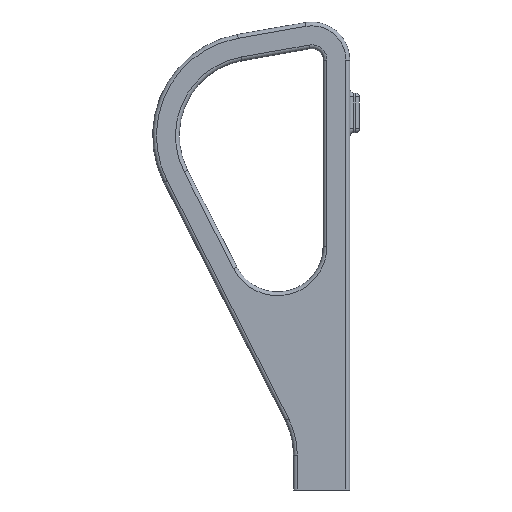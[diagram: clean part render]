
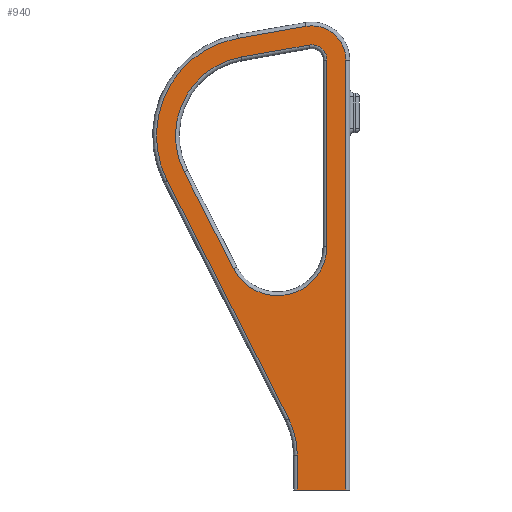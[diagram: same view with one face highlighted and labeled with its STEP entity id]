
A CAD part, front view. The second image highlights one B-rep face of the part: STEP entity #940.
In plain terms, the highlighted planar face has unit normal (0, -1, 0).
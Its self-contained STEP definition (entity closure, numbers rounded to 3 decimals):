
#24=FACE_BOUND($,#252,.T.);
#104=CIRCLE($,#1006,10.5);
#108=CIRCLE($,#1012,13.);
#112=CIRCLE($,#1018,4.5);
#118=CIRCLE($,#1035,2.);
#122=CIRCLE($,#1041,10.5);
#125=CIRCLE($,#1046,6.5);
#197=FACE_OUTER_BOUND($,#251,.T.);
#251=EDGE_LOOP($,(#845,#846,#847,#848,#849,#850,#851,#852));
#252=EDGE_LOOP($,(#853,#854,#855,#856,#857,#858));
#303=LINE($,#1502,#378);
#306=LINE($,#1517,#381);
#308=LINE($,#1529,#383);
#310=LINE($,#1540,#385);
#317=LINE($,#1554,#392);
#319=LINE($,#1562,#394);
#322=LINE($,#1577,#397);
#324=LINE($,#1589,#399);
#378=VECTOR($,#1213,4.599);
#381=VECTOR($,#1230,35.165);
#383=VECTOR($,#1244,9.039);
#385=VECTOR($,#1258,56.541);
#392=VECTOR($,#1279,6.4);
#394=VECTOR($,#1287,24.494);
#397=VECTOR($,#1304,9.039);
#399=VECTOR($,#1318,14.296);
#457=VERTEX_POINT($,#1498);
#459=VERTEX_POINT($,#1501);
#462=VERTEX_POINT($,#1508);
#464=VERTEX_POINT($,#1514);
#466=VERTEX_POINT($,#1520);
#468=VERTEX_POINT($,#1526);
#469=VERTEX_POINT($,#1531);
#471=VERTEX_POINT($,#1537);
#472=VERTEX_POINT($,#1558);
#474=VERTEX_POINT($,#1561);
#477=VERTEX_POINT($,#1568);
#479=VERTEX_POINT($,#1574);
#481=VERTEX_POINT($,#1580);
#483=VERTEX_POINT($,#1586);
#560=EDGE_CURVE($,#459,#457,#303,.T.);
#565=EDGE_CURVE($,#462,#459,#104,.T.);
#568=EDGE_CURVE($,#464,#462,#306,.T.);
#571=EDGE_CURVE($,#466,#464,#108,.T.);
#574=EDGE_CURVE($,#468,#466,#308,.T.);
#577=EDGE_CURVE($,#469,#468,#112,.T.);
#580=EDGE_CURVE($,#471,#469,#310,.T.);
#587=EDGE_CURVE($,#471,#457,#317,.T.);
#590=EDGE_CURVE($,#474,#472,#319,.T.);
#595=EDGE_CURVE($,#477,#474,#118,.T.);
#598=EDGE_CURVE($,#479,#477,#322,.T.);
#601=EDGE_CURVE($,#481,#479,#122,.T.);
#604=EDGE_CURVE($,#483,#481,#324,.T.);
#606=EDGE_CURVE($,#472,#483,#125,.T.);
#845=ORIENTED_EDGE($,*,*,#580,.T.);
#846=ORIENTED_EDGE($,*,*,#577,.T.);
#847=ORIENTED_EDGE($,*,*,#574,.T.);
#848=ORIENTED_EDGE($,*,*,#571,.T.);
#849=ORIENTED_EDGE($,*,*,#568,.T.);
#850=ORIENTED_EDGE($,*,*,#565,.T.);
#851=ORIENTED_EDGE($,*,*,#560,.T.);
#852=ORIENTED_EDGE($,*,*,#587,.F.);
#853=ORIENTED_EDGE($,*,*,#590,.T.);
#854=ORIENTED_EDGE($,*,*,#606,.T.);
#855=ORIENTED_EDGE($,*,*,#604,.T.);
#856=ORIENTED_EDGE($,*,*,#601,.T.);
#857=ORIENTED_EDGE($,*,*,#598,.T.);
#858=ORIENTED_EDGE($,*,*,#595,.T.);
#889=PLANE($,#1050);
#940=ADVANCED_FACE($,(#197,#24),#889,.F.);
#1006=AXIS2_PLACEMENT_3D($,#1511,#1223,#1224);
#1012=AXIS2_PLACEMENT_3D($,#1523,#1237,#1238);
#1018=AXIS2_PLACEMENT_3D($,#1534,#1251,#1252);
#1035=AXIS2_PLACEMENT_3D($,#1571,#1297,#1298);
#1041=AXIS2_PLACEMENT_3D($,#1583,#1311,#1312);
#1046=AXIS2_PLACEMENT_3D($,#1592,#1323,#1324);
#1050=AXIS2_PLACEMENT_3D($,#1600,#1335,#1336);
#1213=DIRECTION($,(0.,0.,-1.));
#1223=DIRECTION('center_axis',(0.,1.,0.));
#1224=DIRECTION('ref_axis',(0.972,0.,0.233));
#1230=DIRECTION($,(0.454,0.,-0.891));
#1237=DIRECTION('center_axis',(0.,-1.,0.));
#1238=DIRECTION('ref_axis',(-0.895,0.,0.446));
#1244=DIRECTION($,(-0.985,0.,-0.174));
#1251=DIRECTION('center_axis',(0.,-1.,0.));
#1252=DIRECTION('ref_axis',(0.643,0.,0.766));
#1258=DIRECTION($,(0.,0.,1.));
#1279=DIRECTION($,(-1.,0.,0.));
#1287=DIRECTION($,(0.,0.,-1.));
#1297=DIRECTION('center_axis',(0.,1.,0.));
#1298=DIRECTION('ref_axis',(0.643,0.,0.766));
#1304=DIRECTION($,(0.985,0.,0.174));
#1311=DIRECTION('center_axis',(0.,1.,0.));
#1312=DIRECTION('ref_axis',(-0.895,0.,0.446));
#1318=DIRECTION($,(-0.454,0.,0.891));
#1323=DIRECTION('center_axis',(0.,1.,0.));
#1324=DIRECTION('ref_axis',(0.233,0.,-0.972));
#1335=DIRECTION('center_axis',(0.,1.,0.));
#1336=DIRECTION('ref_axis',(0.,0.,1.));
#1498=CARTESIAN_POINT('',(-6.9,-3.,0.));
#1501=CARTESIAN_POINT('',(-6.9,-3.,4.599));
#1502=CARTESIAN_POINT($,(-6.9,-3.,15.612));
#1508=CARTESIAN_POINT('',(-8.044,-3.,9.366));
#1511=CARTESIAN_POINT('Origin',(-17.4,-3.,4.599));
#1514=CARTESIAN_POINT('',(-24.009,-3.,40.699));
#1517=CARTESIAN_POINT($,(-12.514,-3.,18.139));
#1520=CARTESIAN_POINT('',(-14.684,-3.,59.403));
#1523=CARTESIAN_POINT('Origin',(-12.426,-3.,46.601));
#1526=CARTESIAN_POINT('',(-5.781,-3.,60.973));
#1529=CARTESIAN_POINT($,(-14.103,-3.,59.506));
#1531=CARTESIAN_POINT('',(-0.5,-3.,56.541));
#1534=CARTESIAN_POINT('Origin',(-5.,-3.,56.541));
#1537=CARTESIAN_POINT('',(-0.5,-3.,0.));
#1540=CARTESIAN_POINT($,(-0.5,-3.,43.883));
#1554=CARTESIAN_POINT($,(-7.4,-3.,0.));
#1558=CARTESIAN_POINT('',(-3.,-3.,32.047));
#1561=CARTESIAN_POINT('',(-3.,-3.,56.541));
#1562=CARTESIAN_POINT($,(-3.,-3.,43.883));
#1568=CARTESIAN_POINT('',(-5.347,-3.,58.511));
#1571=CARTESIAN_POINT('Origin',(-5.,-3.,56.541));
#1574=CARTESIAN_POINT('',(-14.249,-3.,56.941));
#1577=CARTESIAN_POINT($,(-13.669,-3.,57.043));
#1580=CARTESIAN_POINT('',(-21.782,-3.,41.834));
#1583=CARTESIAN_POINT('Origin',(-12.426,-3.,46.601));
#1586=CARTESIAN_POINT('',(-15.292,-3.,29.096));
#1589=CARTESIAN_POINT($,(-15.024,-3.,28.571));
#1592=CARTESIAN_POINT('Origin',(-9.5,-3.,32.047));
#1600=CARTESIAN_POINT('Origin',(-8.518,-3.,31.224));
